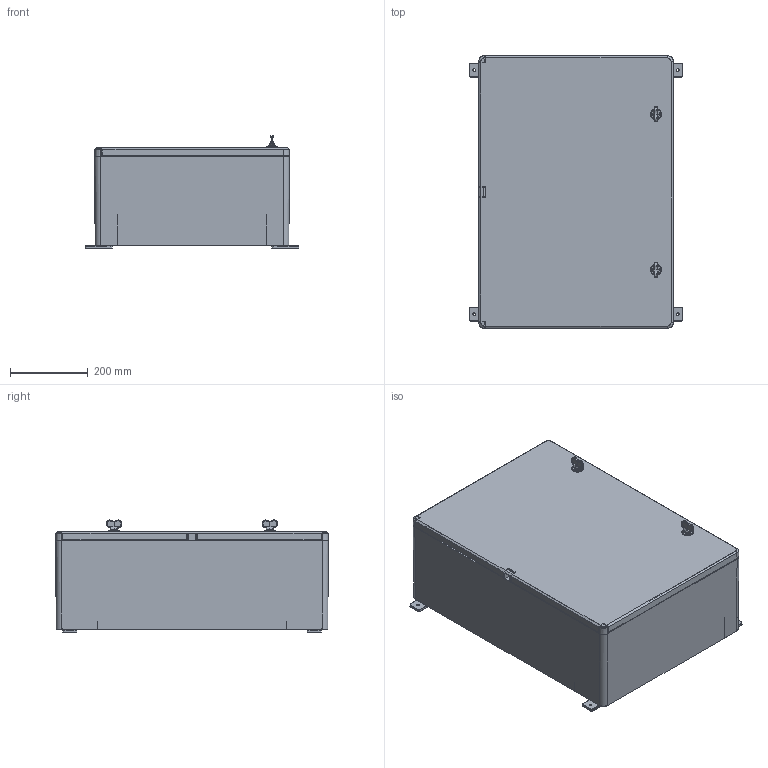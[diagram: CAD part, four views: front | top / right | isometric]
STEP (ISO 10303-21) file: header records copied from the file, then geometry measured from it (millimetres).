
FILE_DESCRIPTION (( 'STEP AP214' ), '1' );
FILE_NAME ('MKP92-N-705024-65 ÙÌÏï-ÓÕË1-IP65 IEK.STEP', '2024-03-11T11:55:11', ( '' ), ( '' ), 'SwSTEP 2.0', 'SolidWorks 2022', '' );
FILE_SCHEMA (( 'AUTOMOTIVE_DESIGN' ));
Length unit declared in the file: millimetre
Products named in the file (10): ayak-5; kilit-aparat-7; MKP92-N-705024-65 ЩМПп-УХЛ1-IP65 IEK; 500x700x240.sldasm-Part-1-1; anahtar-7; 500x700x240.sldasm-Part-3-1; 500x700x240.sldasm-Part-2-1; anahtar-7_2; kilit-7
Assembly tree (15 placements, depth 3):
  MKP92-N-705024-65 ЩМПп-УХЛ1-IP65 IEK
    500x700x240.sldasm-Part-1-1
    500x700x240.sldasm-Part-2-1
    500x700x240.sldasm-Part-3-1
    anahtar-7  x2
      anahtar-7_2
      anahtar-7
    ayak-5  x4
    kilit-7  x2
    kilit-aparat-7  x2
Bounding box: 548.79 x 700 x 287.8 mm (x, y, z)
Volume: 5306896.1 mm3; surface area: 3704307.3 mm2
Topology: 15 solids, 15 shells, 2171 faces, 5626 edges, 3573 vertices
Faces by surface type: plane 1024, bspline 476, cylinder 341, cone 330
Entity records: 75099 total; most frequent: CARTESIAN_POINT 38294, ORIENTED_EDGE 8598, DIRECTION 6043, EDGE_CURVE 4299, VERTEX_POINT 2735, VECTOR 2147, LINE 2147, AXIS2_PLACEMENT_3D 1948
